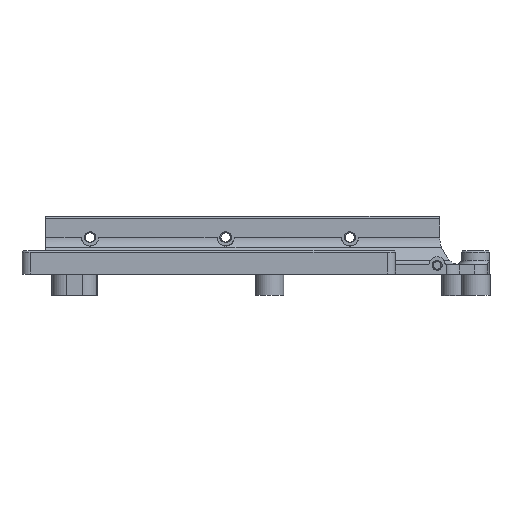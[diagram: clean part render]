
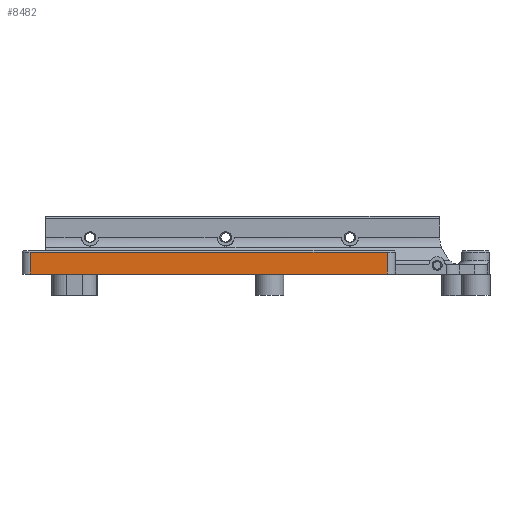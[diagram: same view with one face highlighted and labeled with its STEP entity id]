
A CAD part, top view. The second image highlights one B-rep face of the part: STEP entity #8482.
In plain terms, the highlighted planar face has unit normal (0, 0, 1).
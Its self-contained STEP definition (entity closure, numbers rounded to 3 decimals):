
#764=LINE('',#11310,#1505);
#768=LINE('',#11327,#1509);
#803=LINE('',#11418,#1544);
#804=LINE('',#11419,#1545);
#1505=VECTOR('',#9571,10.);
#1509=VECTOR('',#9587,10.);
#1544=VECTOR('',#9646,10.);
#1545=VECTOR('',#9647,10.);
#2292=FACE_OUTER_BOUND('',#2780,.T.);
#2780=EDGE_LOOP('',(#5811,#5812,#5813,#5814));
#3480=VERTEX_POINT('',#11282);
#3482=VERTEX_POINT('',#11306);
#3490=VERTEX_POINT('',#11326);
#3534=VERTEX_POINT('',#11417);
#4380=EDGE_CURVE('',#3480,#3482,#764,.T.);
#4389=EDGE_CURVE('',#3490,#3482,#768,.T.);
#4435=EDGE_CURVE('',#3534,#3480,#803,.T.);
#4436=EDGE_CURVE('',#3490,#3534,#804,.T.);
#5811=ORIENTED_EDGE('',*,*,#4380,.F.);
#5812=ORIENTED_EDGE('',*,*,#4435,.F.);
#5813=ORIENTED_EDGE('',*,*,#4436,.F.);
#5814=ORIENTED_EDGE('',*,*,#4389,.T.);
#8267=PLANE('',#9029);
#8482=ADVANCED_FACE('',(#2292),#8267,.F.);
#9029=AXIS2_PLACEMENT_3D('',#11416,#9644,#9645);
#9571=DIRECTION('',(0.,-1.,0.));
#9587=DIRECTION('',(1.,0.,0.));
#9644=DIRECTION('center_axis',(0.,0.,
-1.));
#9645=DIRECTION('ref_axis',(0.,1.,0.));
#9646=DIRECTION('',(1.,0.,0.));
#9647=DIRECTION('',(0.,1.,0.));
#11282=CARTESIAN_POINT('',(269.06,10.866,142.724));
#11306=CARTESIAN_POINT('',(269.06,3.17,142.724));
#11310=CARTESIAN_POINT('',(269.06,3.623,142.724));
#11326=CARTESIAN_POINT('',(142.437,3.17,142.724));
#11327=CARTESIAN_POINT('',(217.913,3.17,142.724));
#11416=CARTESIAN_POINT('Origin',(217.913,4.076,142.724));
#11417=CARTESIAN_POINT('',(142.437,10.866,142.724));
#11418=CARTESIAN_POINT('',(252.341,10.866,142.724));
#11419=CARTESIAN_POINT('',(142.437,6.315,142.724));
